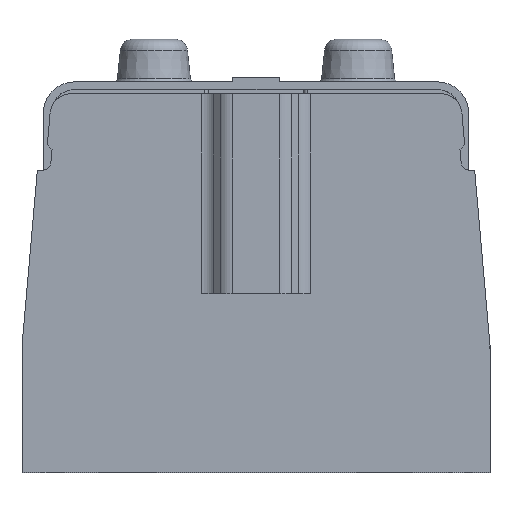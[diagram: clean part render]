
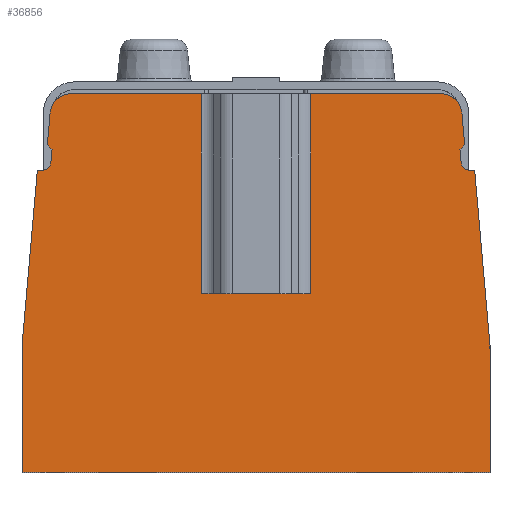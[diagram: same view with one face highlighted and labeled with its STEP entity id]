
A CAD part, top view. The second image highlights one B-rep face of the part: STEP entity #36856.
In plain terms, the highlighted planar face has unit normal (0, 0, 1).
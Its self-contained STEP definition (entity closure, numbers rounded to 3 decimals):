
#281=DIRECTION('',(-1.,0.,0.));
#282=VECTOR('',#281,30.562);
#283=CARTESIAN_POINT('',(43.419,44.5,21.));
#284=LINE('',#283,#282);
#313=DIRECTION('',(-1.,0.,0.));
#314=VECTOR('',#313,30.562);
#315=CARTESIAN_POINT('',(-12.857,44.5,21.));
#316=LINE('',#315,#314);
#970=DIRECTION('',(0.,-1.,0.));
#971=VECTOR('',#970,29.852);
#972=CARTESIAN_POINT('',(-55.,-14.648,21.));
#973=LINE('',#972,#971);
#1045=DIRECTION('',(1.,0.,0.));
#1046=VECTOR('',#1045,110.);
#1047=CARTESIAN_POINT('',(-55.,-44.5,21.));
#1048=LINE('',#1047,#1046);
#14245=DIRECTION('',(0.,1.,0.));
#14246=VECTOR('',#14245,29.852);
#14247=CARTESIAN_POINT('',(55.,-44.5,21.));
#14248=LINE('',#14247,#14246);
#14265=CARTESIAN_POINT('',(43.419,39.5,21.));
#14266=DIRECTION('',(0.,0.,-1.));
#14267=DIRECTION('',(0.,1.,0.));
#14268=AXIS2_PLACEMENT_3D('',#14265,#14266,#14267);
#14270=DIRECTION('',(0.087,-0.996,0.));
#14271=VECTOR('',#14270,7.464);
#14272=CARTESIAN_POINT('',(48.4,39.936,21.));
#14273=LINE('',#14272,#14271);
#14274=DIRECTION('',(-0.707,-0.707,0.));
#14275=VECTOR('',#14274,1.566);
#14276=CARTESIAN_POINT('',(49.05,32.5,21.));
#14277=LINE('',#14276,#14275);
#14278=DIRECTION('',(0.087,-0.996,0.));
#14279=VECTOR('',#14278,3.078);
#14280=CARTESIAN_POINT('',(47.943,31.392,21.));
#14281=LINE('',#14280,#14279);
#14282=CARTESIAN_POINT('',(50.203,28.5,21.));
#14283=DIRECTION('',(0.,0.,1.));
#14284=DIRECTION('',(-0.996,-0.087,0.));
#14285=AXIS2_PLACEMENT_3D('',#14282,#14283,#14284);
#14287=DIRECTION('',(0.087,-0.996,0.));
#14288=VECTOR('',#14287,41.306);
#14289=CARTESIAN_POINT('',(51.401,26.5,21.));
#14290=LINE('',#14289,#14288);
#14291=DIRECTION('',(0.087,0.996,0.));
#14292=VECTOR('',#14291,41.306);
#14293=CARTESIAN_POINT('',(-55.,-14.648,21.));
#14294=LINE('',#14293,#14292);
#14295=CARTESIAN_POINT('',(-50.203,28.5,21.));
#14296=DIRECTION('',(0.,0.,1.));
#14297=DIRECTION('',(0.,-1.,0.));
#14298=AXIS2_PLACEMENT_3D('',#14295,#14296,#14297);
#14300=DIRECTION('',(0.087,0.996,0.));
#14301=VECTOR('',#14300,3.078);
#14302=CARTESIAN_POINT('',(-48.21,28.326,21.));
#14303=LINE('',#14302,#14301);
#14304=DIRECTION('',(-0.707,0.707,0.));
#14305=VECTOR('',#14304,1.566);
#14306=CARTESIAN_POINT('',(-47.942,31.392,21.));
#14307=LINE('',#14306,#14305);
#14308=DIRECTION('',(0.087,0.996,0.));
#14309=VECTOR('',#14308,7.464);
#14310=CARTESIAN_POINT('',(-49.05,32.5,21.));
#14311=LINE('',#14310,#14309);
#14312=CARTESIAN_POINT('',(-43.418,39.5,21.));
#14313=DIRECTION('',(0.,0.,-1.));
#14314=DIRECTION('',(-0.996,0.087,0.));
#14315=AXIS2_PLACEMENT_3D('',#14312,#14313,#14314);
#14317=DIRECTION('',(-1.,0.,0.));
#14318=VECTOR('',#14317,25.714);
#14319=CARTESIAN_POINT('',(12.857,-2.5,21.));
#14320=LINE('',#14319,#14318);
#14349=DIRECTION('',(0.,1.,0.));
#14350=VECTOR('',#14349,47.);
#14351=CARTESIAN_POINT('',(-12.857,-2.5,21.));
#14352=LINE('',#14351,#14350);
#14385=DIRECTION('',(0.,-1.,0.));
#14386=VECTOR('',#14385,47.);
#14387=CARTESIAN_POINT('',(12.857,44.5,21.));
#14388=LINE('',#14387,#14386);
#14484=DIRECTION('',(-1.,0.,0.));
#14485=VECTOR('',#14484,1.197);
#14486=CARTESIAN_POINT('',(-50.203,26.5,21.));
#14487=LINE('',#14486,#14485);
#15020=DIRECTION('',(-1.,0.,0.));
#15021=VECTOR('',#15020,1.197);
#15022=CARTESIAN_POINT('',(51.401,26.5,21.));
#15023=LINE('',#15022,#15021);
#15876=CARTESIAN_POINT('',(12.857,-2.5,21.));
#15877=CARTESIAN_POINT('',(-12.857,-2.5,21.));
#15878=VERTEX_POINT('',#15876);
#15879=VERTEX_POINT('',#15877);
#15880=CARTESIAN_POINT('',(12.857,44.5,21.));
#15881=VERTEX_POINT('',#15880);
#15882=CARTESIAN_POINT('',(43.419,44.5,21.));
#15883=VERTEX_POINT('',#15882);
#15884=CARTESIAN_POINT('',(48.4,39.936,21.));
#15885=VERTEX_POINT('',#15884);
#15886=CARTESIAN_POINT('',(49.05,32.5,21.));
#15887=VERTEX_POINT('',#15886);
#15888=CARTESIAN_POINT('',(47.943,31.392,21.));
#15889=VERTEX_POINT('',#15888);
#15890=CARTESIAN_POINT('',(48.211,28.326,21.));
#15891=VERTEX_POINT('',#15890);
#15892=CARTESIAN_POINT('',(50.203,26.5,21.));
#15893=VERTEX_POINT('',#15892);
#15894=CARTESIAN_POINT('',(51.401,26.5,21.));
#15895=VERTEX_POINT('',#15894);
#15896=CARTESIAN_POINT('',(55.,-14.648,21.));
#15897=VERTEX_POINT('',#15896);
#15898=CARTESIAN_POINT('',(55.,-44.5,21.));
#15899=VERTEX_POINT('',#15898);
#15900=CARTESIAN_POINT('',(-55.,-44.5,21.));
#15901=VERTEX_POINT('',#15900);
#15902=CARTESIAN_POINT('',(-55.,-14.648,21.));
#15903=VERTEX_POINT('',#15902);
#15904=CARTESIAN_POINT('',(-51.4,26.5,21.));
#15905=VERTEX_POINT('',#15904);
#15906=CARTESIAN_POINT('',(-50.203,26.5,21.));
#15907=VERTEX_POINT('',#15906);
#15908=CARTESIAN_POINT('',(-48.21,28.326,21.));
#15909=VERTEX_POINT('',#15908);
#15910=CARTESIAN_POINT('',(-47.942,31.392,21.));
#15911=VERTEX_POINT('',#15910);
#15912=CARTESIAN_POINT('',(-49.05,32.5,21.));
#15913=VERTEX_POINT('',#15912);
#15914=CARTESIAN_POINT('',(-48.399,39.936,21.));
#15915=VERTEX_POINT('',#15914);
#15916=CARTESIAN_POINT('',(-43.418,44.5,21.));
#15917=VERTEX_POINT('',#15916);
#15918=CARTESIAN_POINT('',(-12.857,44.5,21.));
#15919=VERTEX_POINT('',#15918);
#36810=CARTESIAN_POINT('',(0.,0.,21.));
#36811=DIRECTION('',(0.,0.,1.));
#36812=DIRECTION('',(-1.,0.,0.));
#36813=AXIS2_PLACEMENT_3D('',#36810,#36811,#36812);
#36814=PLANE('',#36813);
#36816=ORIENTED_EDGE('',*,*,#36815,.F.);
#36818=ORIENTED_EDGE('',*,*,#36817,.F.);
#36819=ORIENTED_EDGE('',*,*,#19811,.F.);
#36821=ORIENTED_EDGE('',*,*,#36820,.T.);
#36823=ORIENTED_EDGE('',*,*,#36822,.T.);
#36825=ORIENTED_EDGE('',*,*,#36824,.T.);
#36827=ORIENTED_EDGE('',*,*,#36826,.T.);
#36829=ORIENTED_EDGE('',*,*,#36828,.T.);
#36831=ORIENTED_EDGE('',*,*,#36830,.F.);
#36833=ORIENTED_EDGE('',*,*,#36832,.T.);
#36834=ORIENTED_EDGE('',*,*,#36797,.F.);
#36835=ORIENTED_EDGE('',*,*,#20842,.F.);
#36836=ORIENTED_EDGE('',*,*,#20775,.F.);
#36838=ORIENTED_EDGE('',*,*,#36837,.T.);
#36840=ORIENTED_EDGE('',*,*,#36839,.F.);
#36842=ORIENTED_EDGE('',*,*,#36841,.T.);
#36844=ORIENTED_EDGE('',*,*,#36843,.T.);
#36846=ORIENTED_EDGE('',*,*,#36845,.T.);
#36848=ORIENTED_EDGE('',*,*,#36847,.T.);
#36850=ORIENTED_EDGE('',*,*,#36849,.T.);
#36851=ORIENTED_EDGE('',*,*,#19827,.F.);
#36853=ORIENTED_EDGE('',*,*,#36852,.F.);
#36854=EDGE_LOOP('',(#36816,#36818,#36819,#36821,#36823,#36825,#36827,#36829,
#36831,#36833,#36834,#36835,#36836,#36838,#36840,#36842,#36844,#36846,#36848,
#36850,#36851,#36853));
#36855=FACE_OUTER_BOUND('',#36854,.F.);
#14269=CIRCLE('',#14268,5.);
#14286=CIRCLE('',#14285,2.);
#14299=CIRCLE('',#14298,2.);
#14316=CIRCLE('',#14315,5.);
#19811=EDGE_CURVE('',#15883,#15881,#284,.T.);
#19827=EDGE_CURVE('',#15919,#15917,#316,.T.);
#20775=EDGE_CURVE('',#15903,#15901,#973,.T.);
#20842=EDGE_CURVE('',#15901,#15899,#1048,.T.);
#36797=EDGE_CURVE('',#15899,#15897,#14248,.T.);
#36815=EDGE_CURVE('',#15878,#15879,#14320,.T.);
#36817=EDGE_CURVE('',#15881,#15878,#14388,.T.);
#36820=EDGE_CURVE('',#15883,#15885,#14269,.T.);
#36822=EDGE_CURVE('',#15885,#15887,#14273,.T.);
#36824=EDGE_CURVE('',#15887,#15889,#14277,.T.);
#36826=EDGE_CURVE('',#15889,#15891,#14281,.T.);
#36828=EDGE_CURVE('',#15891,#15893,#14286,.T.);
#36830=EDGE_CURVE('',#15895,#15893,#15023,.T.);
#36832=EDGE_CURVE('',#15895,#15897,#14290,.T.);
#36837=EDGE_CURVE('',#15903,#15905,#14294,.T.);
#36839=EDGE_CURVE('',#15907,#15905,#14487,.T.);
#36841=EDGE_CURVE('',#15907,#15909,#14299,.T.);
#36843=EDGE_CURVE('',#15909,#15911,#14303,.T.);
#36845=EDGE_CURVE('',#15911,#15913,#14307,.T.);
#36847=EDGE_CURVE('',#15913,#15915,#14311,.T.);
#36849=EDGE_CURVE('',#15915,#15917,#14316,.T.);
#36852=EDGE_CURVE('',#15879,#15919,#14352,.T.);
#36856=ADVANCED_FACE('',(#36855),#36814,.T.);
